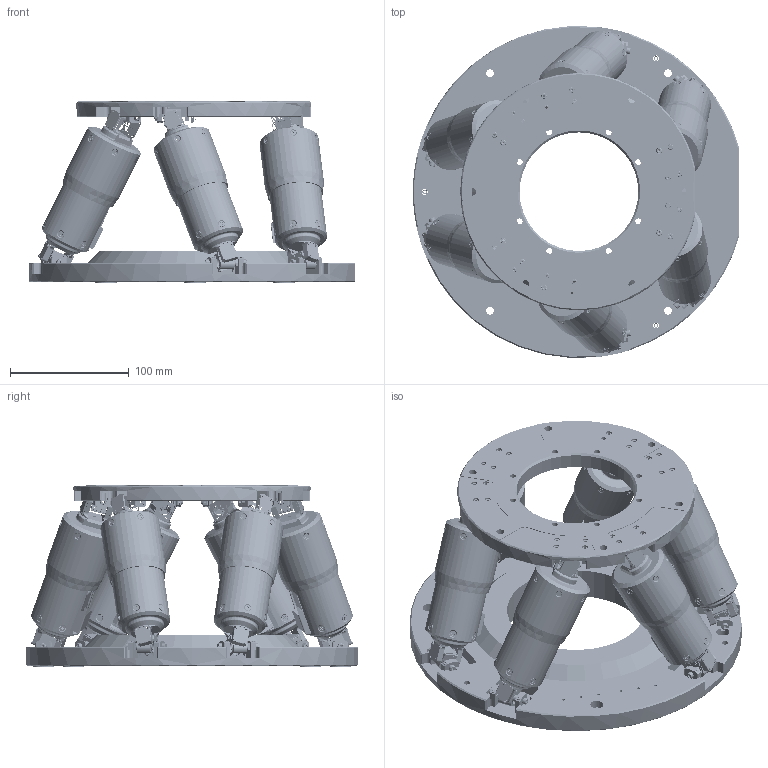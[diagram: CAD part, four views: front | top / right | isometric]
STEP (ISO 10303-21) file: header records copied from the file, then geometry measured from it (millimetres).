
FILE_DESCRIPTION (( 'STEP AP203' ), '1' );
FILE_NAME ('HXP-824A-v202305230923(AP203).STEP', '2023-05-26T01:23:38', ( '' ), ( '' ), 'SwSTEP 2.0', 'SolidWorks 2020', '' );
FILE_SCHEMA (( 'CONFIG_CONTROL_DESIGN' ));
Length unit declared in the file: millimetre
Products named in the file (1): HXP-824A-v202305230923(AP203)
Bounding box: 275 x 279.66 x 153 mm (x, y, z)
Surface area: 411783.4 mm2 (no closed solid volume)
Topology: 0 solids, 541 shells, 3104 faces, 14835 edges, 11947 vertices
Faces by surface type: plane 1341, cylinder 971, cone 453, torus 235, bspline 76, sphere 28
Entity records: 166928 total; most frequent: CARTESIAN_POINT 50247, DIRECTION 24616, ORIENTED_EDGE 19860, EDGE_CURVE 14737, VERTEX_POINT 11919, AXIS2_PLACEMENT_3D 8458, VECTOR 7700, LINE 7700
